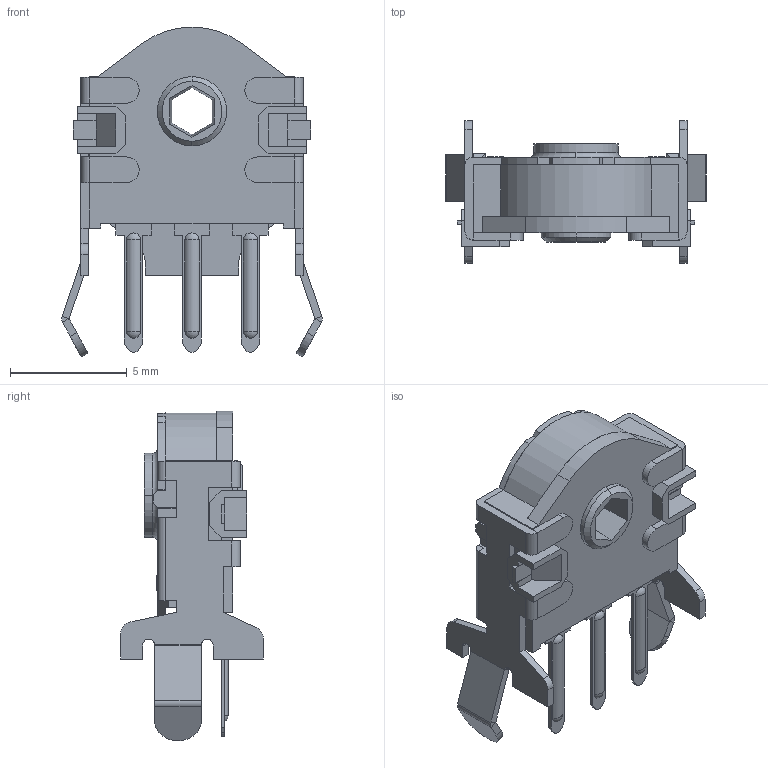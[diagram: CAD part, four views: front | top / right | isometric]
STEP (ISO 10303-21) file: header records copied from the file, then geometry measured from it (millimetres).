
FILE_DESCRIPTION (( 'STEP AP214' ), '1' );
FILE_NAME ('EC10E12_H07.STEP', '2012-06-21T07:05:21', ( '' ), ( '' ), 'SwSTEP 2.0', 'SolidWorks 2010', '' );
FILE_SCHEMA (( 'AUTOMOTIVE_DESIGN' ));
Length unit declared in the file: millimetre
Products named in the file (1): EC10E12_H07
Bounding box: 11.14 x 6.1 x 14.1 mm (x, y, z)
Volume: 238.1 mm3; surface area: 468.3 mm2
Topology: 1 solids, 1 shells, 344 faces, 915 edges, 579 vertices
Faces by surface type: plane 258, cylinder 64, sphere 12, cone 8, torus 2
Entity records: 14241 total; most frequent: CARTESIAN_POINT 1845, ORIENTED_EDGE 1806, DIRECTION 1737, EDGE_CURVE 903, VECTOR 743, LINE 743, VERTEX_POINT 573, AXIS2_PLACEMENT_3D 497
